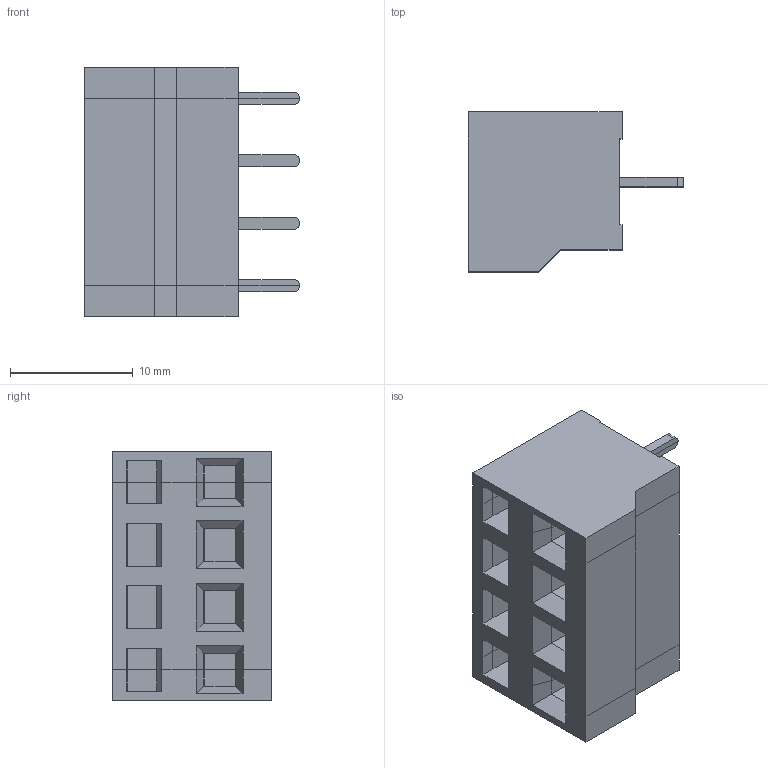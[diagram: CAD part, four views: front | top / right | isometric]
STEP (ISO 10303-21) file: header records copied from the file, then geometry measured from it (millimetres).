
FILE_DESCRIPTION( ( 'Unknown' ), '1' );
FILE_NAME( '691416500004.stp', 'Unknown', ( 'Unknown' ), ( 'Unknown' ), 'PSStep 18.0.17', 'Unknown', ' ' );
FILE_SCHEMA( ( 'AUTOMOTIVE_DESIGN { 1 0 10303 214 1 1 1 1 }' ) );
Length unit declared in the file: millimetre
Products named in the file (4): Assem1; MRT23P5.08_DX; MRT23P5.08_SX; 691416500004
Assembly tree (3 placements, depth 2):
  Assem1
    MRT23P5.08_DX
    MRT23P5.08_SX
    691416500004
Bounding box: 17.5 x 13 x 20.32 mm (x, y, z)
Volume: 2594.7 mm3; surface area: 2506.5 mm2
Topology: 3 solids, 3 shells, 198 faces, 530 edges, 348 vertices
Faces by surface type: plane 192, cylinder 6
Entity records: 7692 total; most frequent: CARTESIAN_POINT 1080, ORIENTED_EDGE 1060, DIRECTION 946, EDGE_CURVE 530, LINE 518, VECTOR 518, VERTEX_POINT 348, AXIS2_PLACEMENT_3D 214
